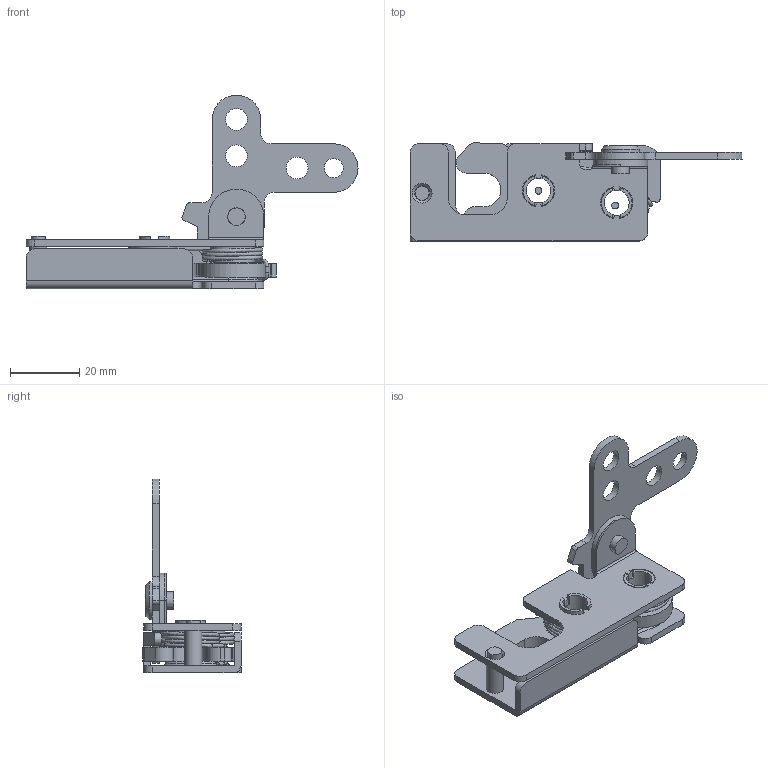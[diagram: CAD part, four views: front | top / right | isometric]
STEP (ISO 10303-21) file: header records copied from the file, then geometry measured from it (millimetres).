
FILE_DESCRIPTION(('STEP AP214'),'1');
FILE_NAME('2800.1.6.1.1.001.step','2017-05-23T12:04:24',(' '),(' '),'Spatial InterOp 3D',' ',' ');
FILE_SCHEMA(('automotive_design'));
Length unit declared in the file: millimetre
Products named in the file (12): _135; _137; _139; _141; _143; _145; _147; _149; _151; _153; _155; _157
Bounding box: 95.6 x 28.25 x 55.8 mm (x, y, z)
Volume: 14668.4 mm3; surface area: 17616.4 mm2
Topology: 12 solids, 12 shells, 264 faces, 675 edges, 445 vertices
Faces by surface type: plane 126, cylinder 119, torus 13, cone 3, bspline 3
Full cylindrical faces by diameter (mm): 1 x7, 2 x2, 4 x2, 4.1 x1, 4.3 x1, 5 x2, 5.1 x1, 5.5 x1, 6.3 x3, 6.8 x1, 7 x1, 7.2 x2, 8.9 x2, 9.1 x2, 10.5 x2, 10.8 x2, 11 x1, 12.7 x2
Entity records: 11370 total; most frequent: CARTESIAN_POINT 2622, DIRECTION 1423, ORIENTED_EDGE 1244, EDGE_CURVE 622, AXIS2_PLACEMENT_3D 536, VERTEX_POINT 434, LINE 351, VECTOR 351
